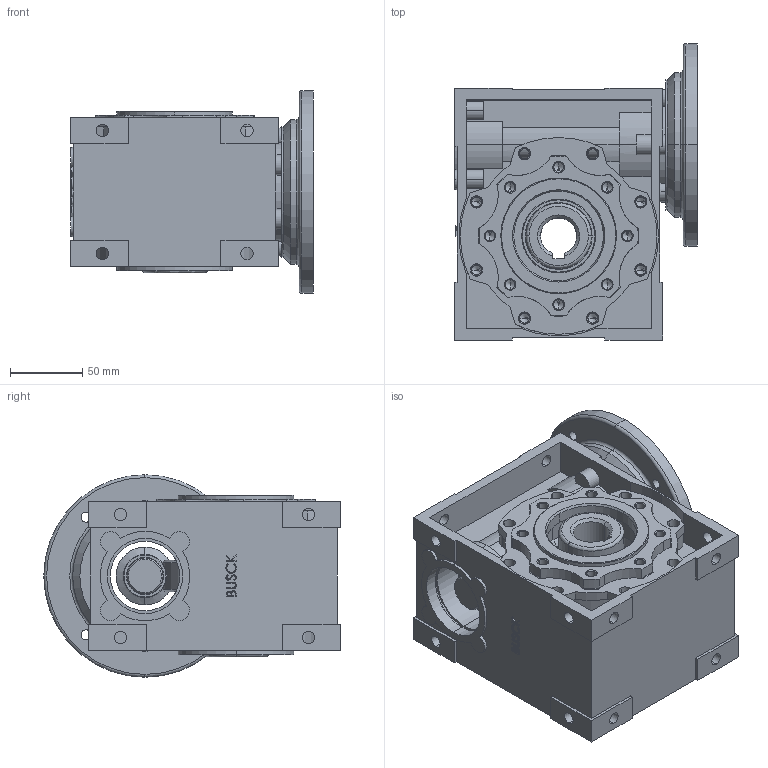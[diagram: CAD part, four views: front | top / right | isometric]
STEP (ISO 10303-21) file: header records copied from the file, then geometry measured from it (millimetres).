
FILE_DESCRIPTION (( 'STEP AP203' ), '1' );
FILE_NAME ('SB063 90B14.STEP', '2009-01-31T11:27:23', ( ' ' ), ( '' ), 'SwSTEP 2.0', 'SolidWorks 2008', '' );
FILE_SCHEMA (( 'CONFIG_CONTROL_DESIGN' ));
Length unit declared in the file: millimetre
Products named in the file (8): SB063 90B14; NMRV63casing_2; SB63cover; SB63casing; SB63-50worm wheel; SB63-50worm shaft; SB63input flange; NMRV63casing_1
Assembly tree (7 placements, depth 3):
  SB063 90B14
    SB63casing
      NMRV63casing_1
      NMRV63casing_2
    SB63cover
    SB63input flange
    SB63-50worm wheel
    SB63-50worm shaft
Bounding box: 168 x 205 x 140 mm (x, y, z)
Volume: 1492783.3 mm3; surface area: 354562.1 mm2
Topology: 6 solids, 6 shells, 745 faces, 1895 edges, 1174 vertices
Faces by surface type: cylinder 338, plane 169, cone 157, bspline 77, torus 4
Entity records: 26607 total; most frequent: CARTESIAN_POINT 7765, DIRECTION 3865, ORIENTED_EDGE 3690, EDGE_CURVE 1845, AXIS2_PLACEMENT_3D 1494, VERTEX_POINT 1174, EDGE_LOOP 889, VECTOR 877
